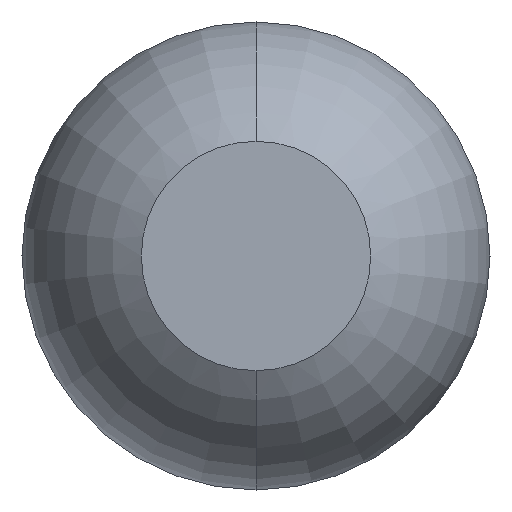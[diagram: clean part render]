
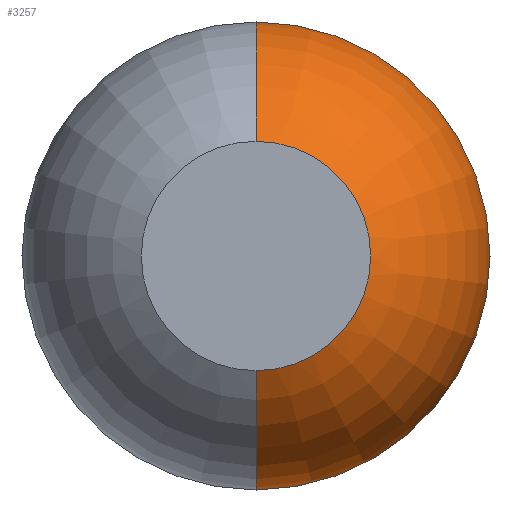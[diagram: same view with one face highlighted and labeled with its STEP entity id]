
A CAD part, front view. The second image highlights one B-rep face of the part: STEP entity #3257.
In plain terms, the highlighted toroidal (fillet/blend) face has major radius 0.01 mm and minor radius 0.5 mm.
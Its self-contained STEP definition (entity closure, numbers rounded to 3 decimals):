
#191 = AXIS2_PLACEMENT_3D ( 'NONE', #2202, #554, #3163 ) ;
#328 = DIRECTION ( 'NONE',  ( 0., 0., 1. ) ) ;
#510 = AXIS2_PLACEMENT_3D ( 'NONE', #3850, #1275, #3197 ) ;
#554 = DIRECTION ( 'NONE',  ( 1., 0., 0. ) ) ;
#716 = EDGE_CURVE ( 'Defeature ausgef�hrt1_0+Defeature ausgef�hrt1_14+Defeature ausgef�hrt1_14+Defeature ausgef�hrt1_14', #3159, #3240, #2531, .T. ) ;
#1017 = AXIS2_PLACEMENT_3D ( 'NONE', #3194, #2199, #2245 ) ;
#1049 = ORIENTED_EDGE ( 'NONE', *, *, #716, .T. ) ;
#1105 = EDGE_LOOP ( 'NONE', ( #3278, #1240, #1049, #2028 ) ) ;
#1240 = ORIENTED_EDGE ( 'NONE', *, *, #2874, .T. ) ;
#1258 = EDGE_CURVE ( 'Defeature ausgef�hrt1_0+Defeature ausgef�hrt1_6+Defeature ausgef�hrt1_6+Defeature ausgef�hrt1_6', #1637, #2705, #2424, .T. ) ;
#1275 = DIRECTION ( 'NONE',  ( 0., -1., 0. ) ) ;
#1283 = CARTESIAN_POINT ( 'NONE',  ( 0., -24.961, -0.51 ) ) ;
#1492 = CIRCLE ( 'NONE', #191, 0.5 ) ;
#1637 = VERTEX_POINT ( 'NONE', #1283 ) ;
#2028 = ORIENTED_EDGE ( 'NONE', *, *, #2144, .F. ) ;
#2034 = DIRECTION ( 'NONE',  ( 0., 1., 0. ) ) ;
#2066 = CIRCLE ( 'NONE', #4088, 0.5 ) ;
#2144 = EDGE_CURVE ( 'NONE', #1637, #3240, #2066, .T. ) ;
#2199 = DIRECTION ( 'NONE',  ( 0., -1., 0. ) ) ;
#2202 = CARTESIAN_POINT ( 'NONE',  ( 0., -24.961, 0.01 ) ) ;
#2210 = FACE_OUTER_BOUND ( 'NONE', #1105, .T. ) ;
#2245 = DIRECTION ( 'NONE',  ( 0., 0., -1. ) ) ;
#2415 = CARTESIAN_POINT ( 'NONE',  ( 0., -25.4, 0.25 ) ) ;
#2424 = CIRCLE ( 'NONE', #510, 0.51 ) ;
#2531 = CIRCLE ( 'NONE', #2622, 0.25 ) ;
#2622 = AXIS2_PLACEMENT_3D ( 'NONE', #3342, #2034, #3605 ) ;
#2705 = VERTEX_POINT ( 'NONE', #3091 ) ;
#2874 = EDGE_CURVE ( 'NONE', #2705, #3159, #1492, .T. ) ;
#3091 = CARTESIAN_POINT ( 'NONE',  ( 0., -24.961, 0.51 ) ) ;
#3159 = VERTEX_POINT ( 'NONE', #2415 ) ;
#3163 = DIRECTION ( 'NONE',  ( 0., 0., -1. ) ) ;
#3194 = CARTESIAN_POINT ( 'NONE',  ( 0., -24.961, 0. ) ) ;
#3197 = DIRECTION ( 'NONE',  ( 0., 0., -1. ) ) ;
#3240 = VERTEX_POINT ( 'NONE', #3418 ) ;
#3257 = ADVANCED_FACE ( 'Defeature ausgef�hrt1_0', ( #2210 ), #3583, .T. ) ;
#3278 = ORIENTED_EDGE ( 'NONE', *, *, #1258, .T. ) ;
#3342 = CARTESIAN_POINT ( 'NONE',  ( 0., -25.4, 0. ) ) ;
#3418 = CARTESIAN_POINT ( 'NONE',  ( 0., -25.4, -0.25 ) ) ;
#3561 = CARTESIAN_POINT ( 'NONE',  ( 0., -24.961, -0.01 ) ) ;
#3583 = TOROIDAL_SURFACE ( 'NONE', #1017, 0.01, 0.5 ) ;
#3605 = DIRECTION ( 'NONE',  ( 0., 0., 1. ) ) ;
#3850 = CARTESIAN_POINT ( 'NONE',  ( 0., -24.961, 0. ) ) ;
#4088 = AXIS2_PLACEMENT_3D ( 'NONE', #3561, #4188, #328 ) ;
#4188 = DIRECTION ( 'NONE',  ( -1., 0., 0. ) ) ;
